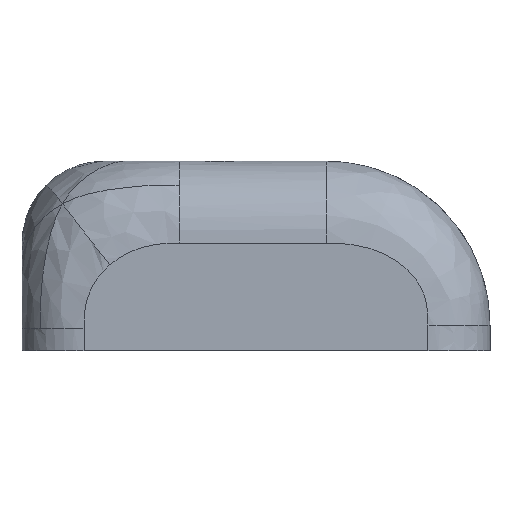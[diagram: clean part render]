
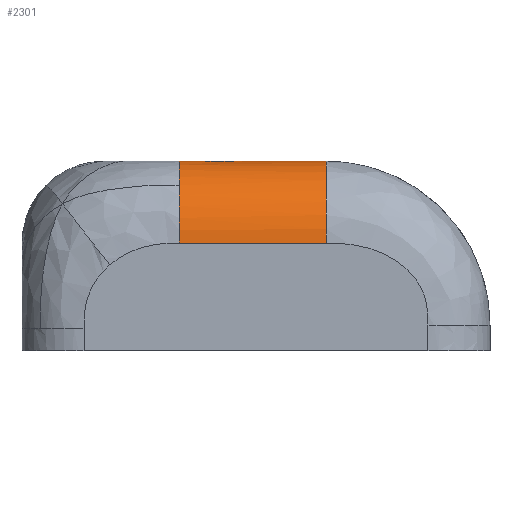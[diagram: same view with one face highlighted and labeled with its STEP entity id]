
A CAD part, left-side view. The second image highlights one B-rep face of the part: STEP entity #2301.
In plain terms, the highlighted cylindrical face has radius 3.5 mm (diameter 7 mm), a partial arc.
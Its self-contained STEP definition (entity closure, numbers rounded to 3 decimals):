
#118=LINE('',#5696,#222);
#119=LINE('',#5697,#223);
#120=LINE('',#5698,#224);
#222=VECTOR('',#2772,10.);
#223=VECTOR('',#2773,10.);
#224=VECTOR('',#2774,10.);
#324=CYLINDRICAL_SURFACE('',#2453,3.5);
#376=FACE_OUTER_BOUND('',#521,.T.);
#521=EDGE_LOOP('',(#1608,#1609,#1610,#1611,#1612,#1613,#1614,#1615));
#646=CIRCLE('',#2422,3.5);
#665=CIRCLE('',#2449,3.5);
#666=CIRCLE('',#2451,3.5);
#848=B_SPLINE_CURVE_WITH_KNOTS('',3,(#5687,#5688,#5689,#5690),
 .UNSPECIFIED.,.F.,.F.,(4,4),(2.622,2.773),
 .UNSPECIFIED.);
#849=B_SPLINE_CURVE_WITH_KNOTS('',3,(#5692,#5693,#5694,#5695),
 .UNSPECIFIED.,.F.,.F.,(4,4),(2.773,2.924),
 .UNSPECIFIED.);
#911=VERTEX_POINT('',#3428);
#913=VERTEX_POINT('',#3447);
#951=VERTEX_POINT('',#5286);
#954=VERTEX_POINT('',#5443);
#959=VERTEX_POINT('',#5637);
#962=VERTEX_POINT('',#5685);
#963=VERTEX_POINT('',#5686);
#964=VERTEX_POINT('',#5691);
#1143=EDGE_CURVE('',#911,#913,#646,.T.);
#1199=EDGE_CURVE('',#951,#954,#665,.T.);
#1207=EDGE_CURVE('',#959,#911,#666,.T.);
#1212=EDGE_CURVE('',#962,#963,#848,.T.);
#1213=EDGE_CURVE('',#963,#964,#849,.T.);
#1214=EDGE_CURVE('',#964,#959,#118,.T.);
#1215=EDGE_CURVE('',#913,#951,#119,.T.);
#1216=EDGE_CURVE('',#954,#962,#120,.T.);
#1608=ORIENTED_EDGE('',*,*,#1212,.T.);
#1609=ORIENTED_EDGE('',*,*,#1213,.T.);
#1610=ORIENTED_EDGE('',*,*,#1214,.T.);
#1611=ORIENTED_EDGE('',*,*,#1207,.T.);
#1612=ORIENTED_EDGE('',*,*,#1143,.T.);
#1613=ORIENTED_EDGE('',*,*,#1215,.T.);
#1614=ORIENTED_EDGE('',*,*,#1199,.T.);
#1615=ORIENTED_EDGE('',*,*,#1216,.T.);
#2301=ADVANCED_FACE('',(#376),#324,.T.);
#2422=AXIS2_PLACEMENT_3D('',#3521,#2701,#2702);
#2449=AXIS2_PLACEMENT_3D('',#5505,#2759,#2760);
#2451=AXIS2_PLACEMENT_3D('',#5638,#2766,#2767);
#2453=AXIS2_PLACEMENT_3D('',#5684,#2770,#2771);
#2701=DIRECTION('center_axis',(0.,-1.,0.));
#2702=DIRECTION('ref_axis',(0.,0.,1.));
#2759=DIRECTION('center_axis',(0.,1.,0.));
#2760=DIRECTION('ref_axis',(-1.,0.,0.));
#2766=DIRECTION('center_axis',(0.,-1.,0.));
#2767=DIRECTION('ref_axis',(0.,0.,1.));
#2770=DIRECTION('center_axis',(0.,-1.,0.));
#2771=DIRECTION('ref_axis',(-0.707,0.,0.707));
#2772=DIRECTION('',(0.,1.,0.));
#2773=DIRECTION('',(0.,-1.,0.));
#2774=DIRECTION('',(0.,1.,0.));
#3428=CARTESIAN_POINT('',(-7.225,1.684,0.275));
#3447=CARTESIAN_POINT('',(-8.25,1.684,-2.2));
#3521=CARTESIAN_POINT('Origin',(-4.75,1.684,-2.2));
#5286=CARTESIAN_POINT('',(-8.25,-4.6,-2.2));
#5443=CARTESIAN_POINT('',(-4.75,-4.6,1.3));
#5505=CARTESIAN_POINT('Origin',(-4.75,-4.6,-2.2));
#5637=CARTESIAN_POINT('',(-4.75,1.684,1.3));
#5638=CARTESIAN_POINT('Origin',(-4.75,1.684,-2.2));
#5684=CARTESIAN_POINT('Origin',(-4.75,-6.6,-2.2));
#5685=CARTESIAN_POINT('',(-4.75,-1.507,1.3));
#5686=CARTESIAN_POINT('',(-4.985,0.,1.292));
#5687=CARTESIAN_POINT('Ctrl Pts',(-4.75,-1.507,1.3));
#5688=CARTESIAN_POINT('Ctrl Pts',(-4.906,-1.016,1.3));
#5689=CARTESIAN_POINT('Ctrl Pts',(-4.985,-0.503,
1.292));
#5690=CARTESIAN_POINT('Ctrl Pts',(-4.985,0.,
1.292));
#5691=CARTESIAN_POINT('',(-4.75,1.507,1.3));
#5692=CARTESIAN_POINT('Ctrl Pts',(-4.985,0.,
1.292));
#5693=CARTESIAN_POINT('Ctrl Pts',(-4.985,0.503,1.292));
#5694=CARTESIAN_POINT('Ctrl Pts',(-4.906,1.016,1.3));
#5695=CARTESIAN_POINT('Ctrl Pts',(-4.75,1.507,1.3));
#5696=CARTESIAN_POINT('',(-4.75,-6.6,1.3));
#5697=CARTESIAN_POINT('',(-8.25,-6.6,-2.2));
#5698=CARTESIAN_POINT('',(-4.75,-6.6,1.3));
